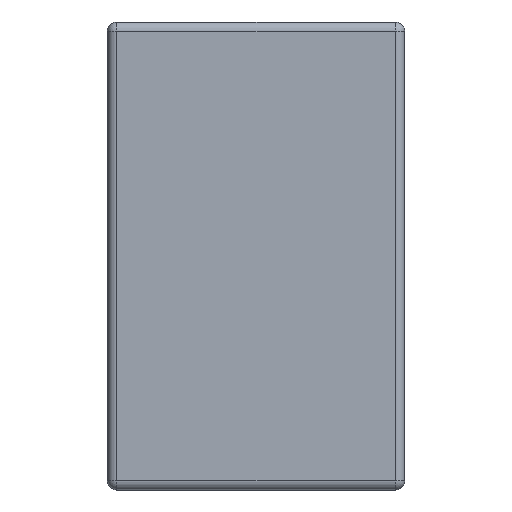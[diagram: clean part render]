
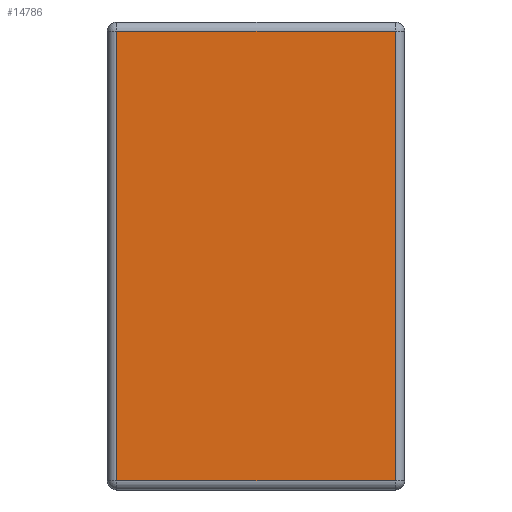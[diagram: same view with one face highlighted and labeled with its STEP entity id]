
A CAD part, left-side view. The second image highlights one B-rep face of the part: STEP entity #14786.
In plain terms, the highlighted planar face has unit normal (-1, 0, 0).
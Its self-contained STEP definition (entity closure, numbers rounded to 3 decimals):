
#4245=DIRECTION('',(0.,0.,-1.));
#4246=VECTOR('',#4245,1.92);
#4247=CARTESIAN_POINT('',(-2.25,0.04,0.96));
#4248=LINE('',#4247,#4246);
#4252=DIRECTION('',(0.,1.,0.));
#4253=VECTOR('',#4252,1.19);
#4254=CARTESIAN_POINT('',(-2.25,0.04,-0.96));
#4255=LINE('',#4254,#4253);
#4259=DIRECTION('',(0.,0.,1.));
#4260=VECTOR('',#4259,1.92);
#4261=CARTESIAN_POINT('',(-2.25,1.23,-0.96));
#4262=LINE('',#4261,#4260);
#4266=DIRECTION('',(0.,-1.,0.));
#4267=VECTOR('',#4266,1.19);
#4268=CARTESIAN_POINT('',(-2.25,1.23,0.96));
#4269=LINE('',#4268,#4267);
#7675=CARTESIAN_POINT('',(-2.25,0.04,0.96));
#7676=CARTESIAN_POINT('',(-2.25,0.04,-0.96));
#7677=VERTEX_POINT('',#7675);
#7678=VERTEX_POINT('',#7676);
#7683=CARTESIAN_POINT('',(-2.25,1.23,-0.96));
#7684=VERTEX_POINT('',#7683);
#7689=CARTESIAN_POINT('',(-2.25,1.23,0.96));
#7690=VERTEX_POINT('',#7689);
#14774=CARTESIAN_POINT('',(-2.25,0.,-1.));
#14775=DIRECTION('',(-1.,0.,0.));
#14776=DIRECTION('',(0.,0.,1.));
#14777=AXIS2_PLACEMENT_3D('',#14774,#14775,#14776);
#14778=PLANE('',#14777);
#14780=ORIENTED_EDGE('',*,*,#14779,.T.);
#14781=ORIENTED_EDGE('',*,*,#13693,.T.);
#14782=ORIENTED_EDGE('',*,*,#14756,.T.);
#14783=ORIENTED_EDGE('',*,*,#12425,.T.);
#14784=EDGE_LOOP('',(#14780,#14781,#14782,#14783));
#14785=FACE_OUTER_BOUND('',#14784,.F.);
#14786=ADVANCED_FACE('',(#14785),#14778,.T.);
#12425=EDGE_CURVE('',#7690,#7677,#4269,.T.);
#13693=EDGE_CURVE('',#7678,#7684,#4255,.T.);
#14756=EDGE_CURVE('',#7684,#7690,#4262,.T.);
#14779=EDGE_CURVE('',#7677,#7678,#4248,.T.);
